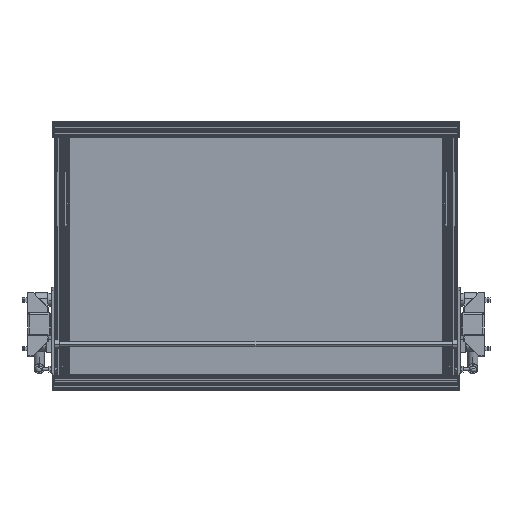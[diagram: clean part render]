
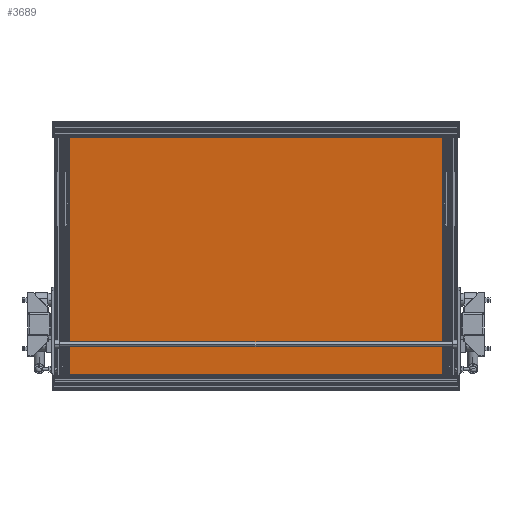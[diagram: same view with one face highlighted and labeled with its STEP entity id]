
A CAD part, front view. The second image highlights one B-rep face of the part: STEP entity #3689.
In plain terms, the highlighted planar face has unit normal (0, -0.996, -0.087).
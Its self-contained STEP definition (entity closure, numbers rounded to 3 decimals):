
#3689=ADVANCED_FACE('',(#7734),#7735,.F.);
#7734=FACE_OUTER_BOUND('',#12085,.T.);
#7735=PLANE('',#12086);
#12085=EDGE_LOOP('',(#23565,#23566,#23567,#23568));
#12086=AXIS2_PLACEMENT_3D('',#23569,#23570,#23571);
#23565=ORIENTED_EDGE('',*,*,#30105,.T.);
#23566=ORIENTED_EDGE('',*,*,#29315,.T.);
#23567=ORIENTED_EDGE('',*,*,#29920,.T.);
#23568=ORIENTED_EDGE('',*,*,#29898,.T.);
#23569=CARTESIAN_POINT('',(450.0,89.081,134.465));
#23570=DIRECTION('',(-0.0,0.996,0.087));
#23571=DIRECTION('',(1.0,0.0,0.0));
#29315=EDGE_CURVE('',#36027,#36025,#36028,.T.);
#29898=EDGE_CURVE('',#36950,#36948,#36951,.T.);
#29920=EDGE_CURVE('',#36025,#36950,#36984,.T.);
#30105=EDGE_CURVE('',#36948,#36027,#37172,.T.);
#36025=VERTEX_POINT('',#45905);
#36027=VERTEX_POINT('',#45908);
#36028=LINE('',#45909,#45910);
#36948=VERTEX_POINT('',#47181);
#36950=VERTEX_POINT('',#47184);
#36951=LINE('',#47185,#47186);
#36984=LINE('',#47233,#47234);
#37172=LINE('',#47517,#47518);
#45905=CARTESIAN_POINT('',(82.0,68.6,368.571));
#45908=CARTESIAN_POINT('',(818.0,68.6,368.571));
#45909=CARTESIAN_POINT('',(450.0,68.6,368.571));
#45910=VECTOR('',#53145,1.0);
#47181=CARTESIAN_POINT('',(818.0,109.563,-99.64));
#47184=CARTESIAN_POINT('',(82.0,109.563,-99.64));
#47185=CARTESIAN_POINT('',(450.0,109.563,-99.64));
#47186=VECTOR('',#53849,1.0);
#47233=CARTESIAN_POINT('',(82.0,89.081,134.465));
#47234=VECTOR('',#53876,1.0);
#47517=CARTESIAN_POINT('',(818.0,89.081,134.465));
#47518=VECTOR('',#53972,1.0);
#53145=DIRECTION('',(-1.0,0.0,0.0));
#53849=DIRECTION('',(1.0,0.0,0.0));
#53876=DIRECTION('',(0.0,0.087,-0.996));
#53972=DIRECTION('',(0.0,-0.087,0.996));
